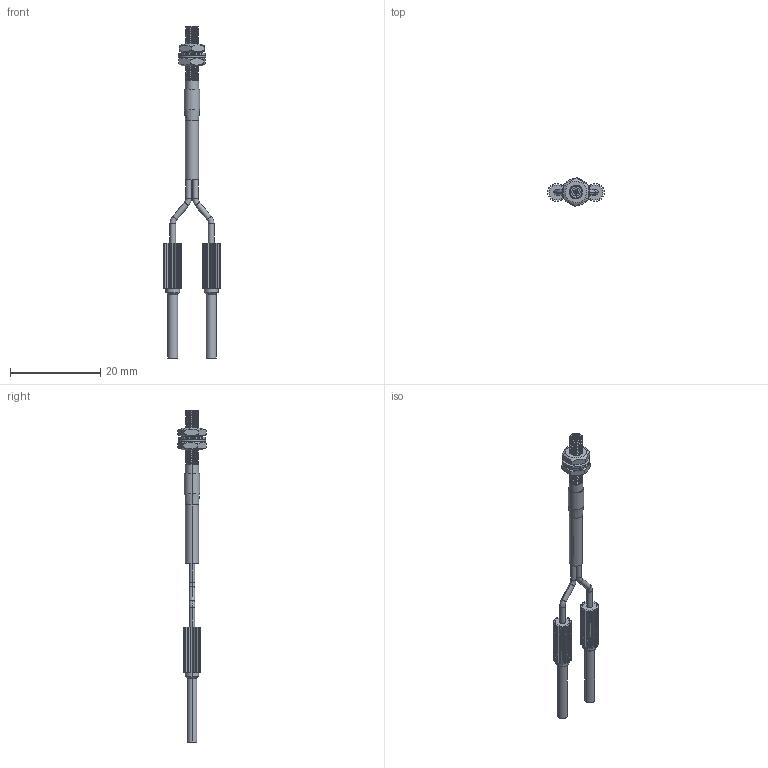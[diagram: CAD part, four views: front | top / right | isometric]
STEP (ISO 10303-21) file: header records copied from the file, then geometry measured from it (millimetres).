
FILE_DESCRIPTION (( 'STEP AP203' ), '1' );
FILE_NAME ('PD-L35GA.STEP', '2018-07-31T06:33:42', ( 'XiaZaiMa.COM' ), ( 'Win10NeT.COM' ), 'SwSTEP 2.0', 'SolidWorks 2016', '' );
FILE_SCHEMA (( 'CONFIG_CONTROL_DESIGN' ));
Length unit declared in the file: millimetre
Products named in the file (4): hex thin nuts-grades ab-chamfered gb_GB_FASTENER_NUT_STNAB M3-N; PD-L35GA; lock washers internal teeth gb_GB_LOCK_WASHERS_TYPE1 3
Assembly tree (5 placements, depth 2):
  PD-L35GA
    PD-L35GA
    hex thin nuts-grades ab-chamfered gb_GB_FASTENER_NUT_STNAB M3-N  x2
    lock washers internal teeth gb_GB_LOCK_WASHERS_TYPE1 3  x2
Bounding box: 12.47 x 6.35 x 73.4 mm (x, y, z)
Volume: 616.2 mm3; surface area: 1799.5 mm2
Topology: 5 solids, 5 shells, 383 faces, 1006 edges, 655 vertices
Faces by surface type: cylinder 196, plane 152, cone 24, torus 8, bspline 3
Entity records: 14034 total; most frequent: CARTESIAN_POINT 5461, ORIENTED_EDGE 1758, DIRECTION 1678, EDGE_CURVE 879, AXIS2_PLACEMENT_3D 599, VERTEX_POINT 573, LINE 480, VECTOR 480
